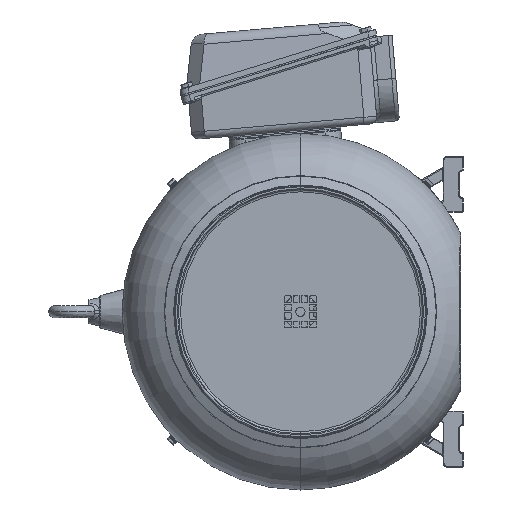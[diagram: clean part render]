
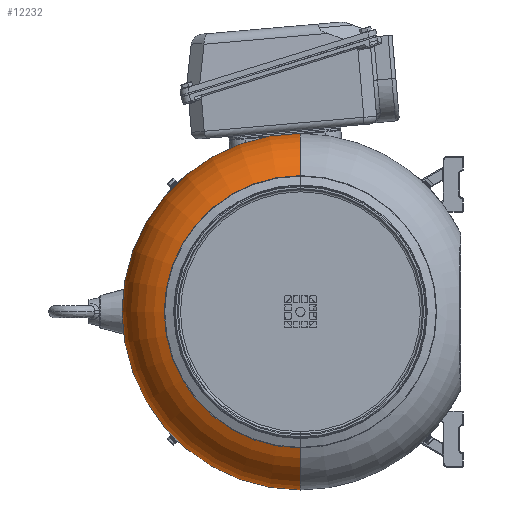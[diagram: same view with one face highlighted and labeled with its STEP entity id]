
A CAD part, left-side view. The second image highlights one B-rep face of the part: STEP entity #12232.
In plain terms, the highlighted toroidal (fillet/blend) face has major radius 137.5 mm and minor radius 85 mm.
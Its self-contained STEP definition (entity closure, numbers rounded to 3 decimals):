
#5399 = VERTEX_POINT ( 'NONE', #118838 ) ;
#9388 = CARTESIAN_POINT ( 'NONE',  ( -114.831, 0., 0. ) ) ;
#12232 = ADVANCED_FACE ( 'NONE', ( #117539 ), #105889, .T. ) ;
#13506 = EDGE_CURVE ( 'NONE', #5399, #105476, #36004, .T. ) ;
#14822 = DIRECTION ( 'NONE',  ( 0., -1., 0. ) ) ;
#15326 = AXIS2_PLACEMENT_3D ( 'NONE', #54482, #66909, #28527 ) ;
#21472 = DIRECTION ( 'NONE',  ( 0., 0., 1. ) ) ;
#22005 = CARTESIAN_POINT ( 'NONE',  ( -114.831, 0., -137.5 ) ) ;
#28527 = DIRECTION ( 'NONE',  ( 0., 0., 1. ) ) ;
#28893 = CARTESIAN_POINT ( 'NONE',  ( -114.831, 0., 137.5 ) ) ;
#31507 = CARTESIAN_POINT ( 'NONE',  ( -193.361, 0., -170.028 ) ) ;
#32574 = CIRCLE ( 'NONE', #142442, 222.5 ) ;
#36004 = CIRCLE ( 'NONE', #100501, 85. ) ;
#39916 = AXIS2_PLACEMENT_3D ( 'NONE', #22005, #145935, #21472 ) ;
#42077 = CARTESIAN_POINT ( 'NONE',  ( -114.831, 0., -222.5 ) ) ;
#43327 = CIRCLE ( 'NONE', #39916, 85. ) ;
#46662 = VERTEX_POINT ( 'NONE', #31507 ) ;
#54482 = CARTESIAN_POINT ( 'NONE',  ( -193.361, 0., 0. ) ) ;
#64488 = ORIENTED_EDGE ( 'NONE', *, *, #88460, .T. ) ;
#65664 = DIRECTION ( 'NONE',  ( 0., 0., -1. ) ) ;
#66909 = DIRECTION ( 'NONE',  ( -1., 0., 0. ) ) ;
#67316 = DIRECTION ( 'NONE',  ( -1., 0., 0. ) ) ;
#82456 = DIRECTION ( 'NONE',  ( -1., 0., 0. ) ) ;
#84572 = DIRECTION ( 'NONE',  ( 0., 0., 1. ) ) ;
#85714 = EDGE_LOOP ( 'NONE', ( #64488, #115031, #134565, #140626 ) ) ;
#88460 = EDGE_CURVE ( 'NONE', #5399, #97109, #32574, .T. ) ;
#91138 = CARTESIAN_POINT ( 'NONE',  ( -114.831, 0., 0. ) ) ;
#97109 = VERTEX_POINT ( 'NONE', #42077 ) ;
#100501 = AXIS2_PLACEMENT_3D ( 'NONE', #28893, #14822, #65664 ) ;
#101452 = AXIS2_PLACEMENT_3D ( 'NONE', #9388, #82456, #84572 ) ;
#104823 = CARTESIAN_POINT ( 'NONE',  ( -193.361, 0., 170.028 ) ) ;
#105476 = VERTEX_POINT ( 'NONE', #104823 ) ;
#105889 = TOROIDAL_SURFACE ( 'NONE', #101452, 137.5, 85. ) ;
#115031 = ORIENTED_EDGE ( 'NONE', *, *, #123729, .T. ) ;
#117539 = FACE_OUTER_BOUND ( 'NONE', #85714, .T. ) ;
#118838 = CARTESIAN_POINT ( 'NONE',  ( -114.831, 0., 222.5 ) ) ;
#123729 = EDGE_CURVE ( 'NONE', #97109, #46662, #43327, .T. ) ;
#132071 = CIRCLE ( 'NONE', #15326, 170.028 ) ;
#133654 = EDGE_CURVE ( 'NONE', #105476, #46662, #132071, .T. ) ;
#134565 = ORIENTED_EDGE ( 'NONE', *, *, #133654, .F. ) ;
#140626 = ORIENTED_EDGE ( 'NONE', *, *, #13506, .F. ) ;
#142442 = AXIS2_PLACEMENT_3D ( 'NONE', #91138, #67316, #153959 ) ;
#145935 = DIRECTION ( 'NONE',  ( 0., 1., 0. ) ) ;
#153959 = DIRECTION ( 'NONE',  ( 0., 0., 1. ) ) ;
